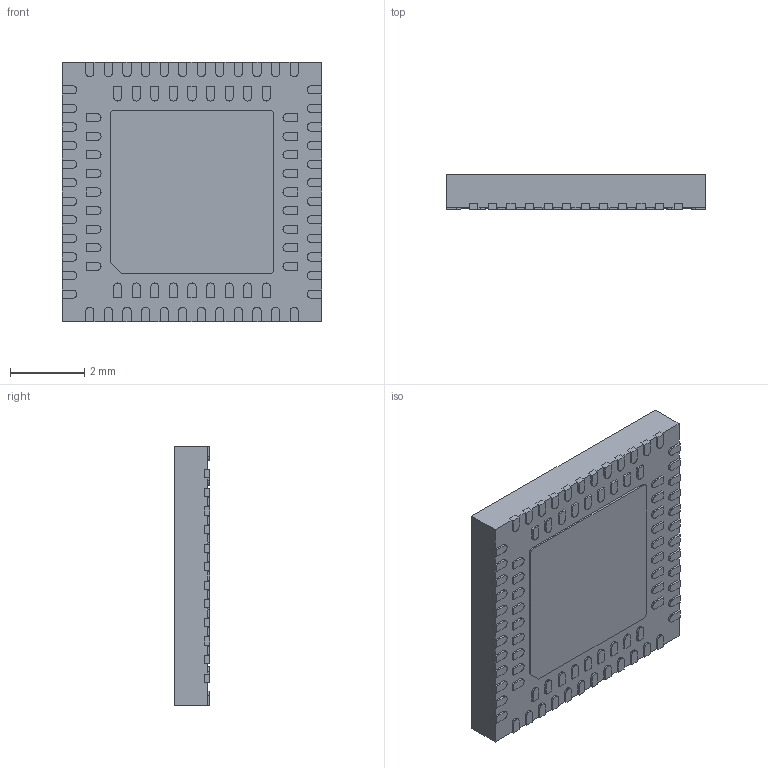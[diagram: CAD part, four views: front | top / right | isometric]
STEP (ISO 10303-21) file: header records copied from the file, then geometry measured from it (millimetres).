
FILE_DESCRIPTION (( 'STEP AP214' ), '1' );
FILE_NAME ('ICE40LP1K-QN84.STEP', '2023-03-31T06:16:30', ( '' ), ( '' ), 'SwSTEP 2.0', 'SolidWorks 2021', '' );
FILE_SCHEMA (( 'AUTOMOTIVE_DESIGN' ));
Length unit declared in the file: millimetre
Products named in the file (1): ICE40LP1K-QN84
Bounding box: 7 x 0.95 x 7 mm (x, y, z)
Volume: 45.4 mm3; surface area: 202.7 mm2
Topology: 87 solids, 87 shells, 950 faces, 2214 edges, 1476 vertices
Faces by surface type: plane 730, cylinder 220
Entity records: 27726 total; most frequent: CARTESIAN_POINT 4641, DIRECTION 4556, ORIENTED_EDGE 4428, EDGE_CURVE 2214, LINE 1774, VECTOR 1774, VERTEX_POINT 1476, AXIS2_PLACEMENT_3D 1391
